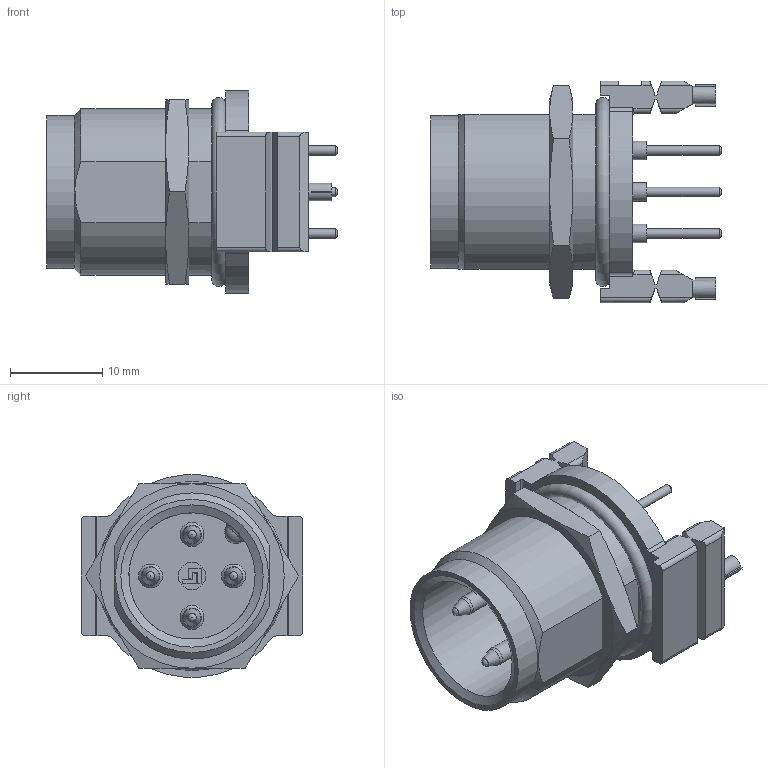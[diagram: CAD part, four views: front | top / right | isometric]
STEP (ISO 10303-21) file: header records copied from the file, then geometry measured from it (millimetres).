
FILE_DESCRIPTION(/* description */ (''),/* implementation_level */ '2;1');
FILE_NAME(/* name */ '09_0441_90_04_001.stp',/* time_stamp */ '2011-02-25T08:37:29+01:00',/* author */ (''),/* organization */ (''),/* preprocessor_version */ 'ST-DEVELOPER v11',/* originating_system */ 'UGS - NX 5.0',/* authorisation */ '');
FILE_SCHEMA (('CONFIG_CONTROL_DESIGN'));
Length unit declared in the file: millimetre
Products named in the file (1): kborAFE35wtk
Bounding box: 31.5 x 24 x 21.92 mm (x, y, z)
Volume: 4808.3 mm3; surface area: 4179.3 mm2
Topology: 2 solids, 2 shells, 206 faces, 529 edges, 341 vertices
Faces by surface type: plane 109, cylinder 55, cone 30, bspline 5, sphere 5, torus 2
Full cylindrical faces by diameter (mm): 1 x4, 1.9 x2, 2 x8, 3 x2, 13.7 x1, 15 x1, 16.6 x1, 18 x1
Entity records: 6021 total; most frequent: CARTESIAN_POINT 1310, DIRECTION 970, ORIENTED_EDGE 886, EDGE_CURVE 443, AXIS2_PLACEMENT_3D 357, VERTEX_POINT 309, EDGE_LOOP 273, LINE 256
